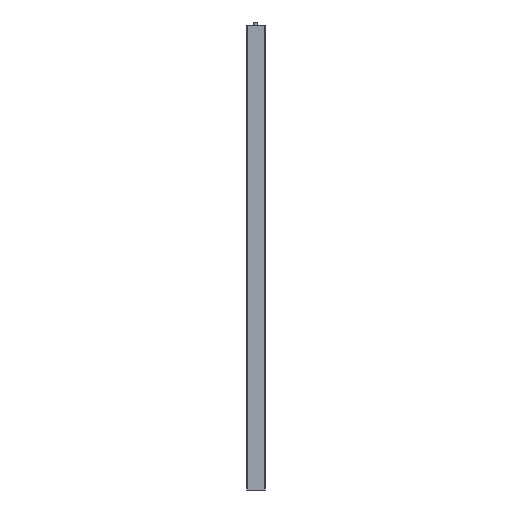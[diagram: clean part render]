
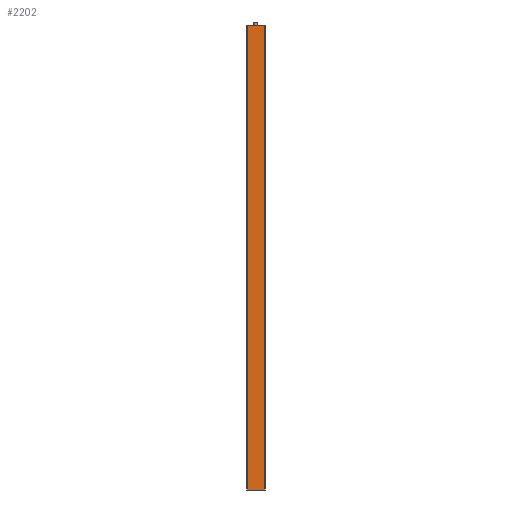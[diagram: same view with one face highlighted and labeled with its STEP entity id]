
A CAD part, left-side view. The second image highlights one B-rep face of the part: STEP entity #2202.
In plain terms, the highlighted planar face has unit normal (-1, 0.024, 0).
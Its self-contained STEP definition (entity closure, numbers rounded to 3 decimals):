
#2202 = ADVANCED_FACE ( 'NONE', ( #26874 ), #27052, .F. ) ;
#2576 = DIRECTION ( 'NONE',  ( 0.024, 1., 0. ) ) ;
#3244 = LINE ( 'NONE', #14055, #3958 ) ;
#3612 = CARTESIAN_POINT ( 'NONE',  ( -7.227, 36.312, -479.5 ) ) ;
#3958 = VECTOR ( 'NONE', #5546, 1000. ) ;
#4116 = CARTESIAN_POINT ( 'NONE',  ( -7.227, 36.312, -479.5 ) ) ;
#4274 = VECTOR ( 'NONE', #24358, 1000. ) ;
#5546 = DIRECTION ( 'NONE',  ( 0.024, 1., 0. ) ) ;
#5682 = EDGE_CURVE ( 'NONE', #32901, #24176, #6679, .T. ) ;
#6679 = LINE ( 'NONE', #30995, #29927 ) ;
#7305 = EDGE_LOOP ( 'NONE', ( #21989, #14547, #20991, #28645 ) ) ;
#7719 = EDGE_CURVE ( 'NONE', #15951, #25420, #3244, .T. ) ;
#7737 = CARTESIAN_POINT ( 'NONE',  ( -8.102, -0.281, -479.5 ) ) ;
#8145 = AXIS2_PLACEMENT_3D ( 'NONE', #7737, #32380, #2576 ) ;
#8360 = VECTOR ( 'NONE', #29447, 1000. ) ;
#11989 = DIRECTION ( 'NONE',  ( 0.024, 1., 0. ) ) ;
#13117 = EDGE_CURVE ( 'NONE', #15951, #32901, #32470, .T. ) ;
#13655 = CARTESIAN_POINT ( 'NONE',  ( -8.102, -0.281, -479.5 ) ) ;
#14055 = CARTESIAN_POINT ( 'NONE',  ( -8.102, -0.281, -479.5 ) ) ;
#14547 = ORIENTED_EDGE ( 'NONE', *, *, #31881, .F. ) ;
#15951 = VERTEX_POINT ( 'NONE', #16262 ) ;
#16262 = CARTESIAN_POINT ( 'NONE',  ( -8.102, -0.281, -479.5 ) ) ;
#17064 = LINE ( 'NONE', #3612, #4274 ) ;
#20991 = ORIENTED_EDGE ( 'NONE', *, *, #7719, .F. ) ;
#21989 = ORIENTED_EDGE ( 'NONE', *, *, #5682, .T. ) ;
#23682 = CARTESIAN_POINT ( 'NONE',  ( -8.102, -0.281, 479.5 ) ) ;
#24176 = VERTEX_POINT ( 'NONE', #34070 ) ;
#24358 = DIRECTION ( 'NONE',  ( 0., 0., 1. ) ) ;
#25420 = VERTEX_POINT ( 'NONE', #4116 ) ;
#26874 = FACE_OUTER_BOUND ( 'NONE', #7305, .T. ) ;
#27052 = PLANE ( 'NONE',  #8145 ) ;
#28645 = ORIENTED_EDGE ( 'NONE', *, *, #13117, .T. ) ;
#29447 = DIRECTION ( 'NONE',  ( 0., 0., 1. ) ) ;
#29927 = VECTOR ( 'NONE', #11989, 1000. ) ;
#30995 = CARTESIAN_POINT ( 'NONE',  ( -8.102, -0.281, 479.5 ) ) ;
#31881 = EDGE_CURVE ( 'NONE', #25420, #24176, #17064, .T. ) ;
#32380 = DIRECTION ( 'NONE',  ( 1., -0.024, 0. ) ) ;
#32470 = LINE ( 'NONE', #13655, #8360 ) ;
#32901 = VERTEX_POINT ( 'NONE', #23682 ) ;
#34070 = CARTESIAN_POINT ( 'NONE',  ( -7.227, 36.312, 479.5 ) ) ;
